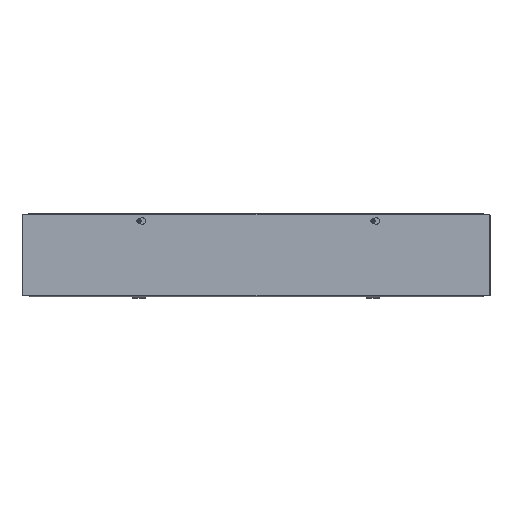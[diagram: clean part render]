
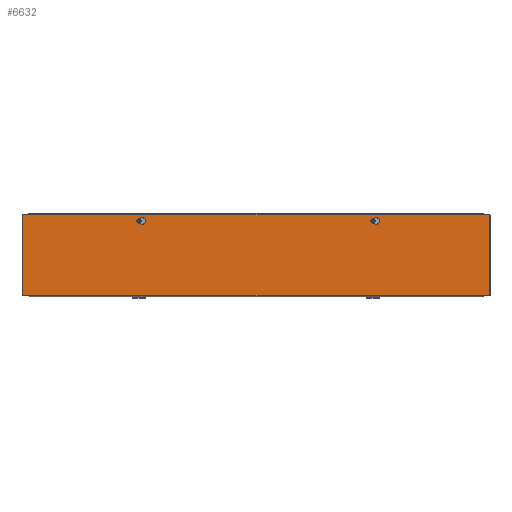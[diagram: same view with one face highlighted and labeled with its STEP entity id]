
A CAD part, top view. The second image highlights one B-rep face of the part: STEP entity #6632.
In plain terms, the highlighted planar face has unit normal (0, 0, 1).
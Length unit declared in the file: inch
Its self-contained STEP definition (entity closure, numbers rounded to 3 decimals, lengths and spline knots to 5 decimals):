
#477=LINE('',#10474,#982);
#481=LINE('',#10484,#986);
#542=LINE('',#10729,#1047);
#546=LINE('',#10741,#1051);
#549=LINE('',#10748,#1054);
#551=LINE('',#10754,#1056);
#554=LINE('',#10761,#1059);
#558=LINE('',#10768,#1063);
#560=LINE('',#10772,#1065);
#561=LINE('',#10774,#1066);
#562=LINE('',#10776,#1067);
#563=LINE('',#10778,#1068);
#564=LINE('',#10780,#1069);
#565=LINE('',#10782,#1070);
#566=LINE('',#10784,#1071);
#567=LINE('',#10786,#1072);
#568=LINE('',#10788,#1073);
#569=LINE('',#10789,#1074);
#570=LINE('',#10791,#1075);
#571=LINE('',#10793,#1076);
#572=LINE('',#10795,#1077);
#573=LINE('',#10797,#1078);
#574=LINE('',#10799,#1079);
#575=LINE('',#10800,#1080);
#982=VECTOR('',#8557,0.21651);
#986=VECTOR('',#8569,0.21651);
#1047=VECTOR('',#8680,0.21651);
#1051=VECTOR('',#8692,0.21651);
#1054=VECTOR('',#8703,35.);
#1056=VECTOR('',#8711,0.0002);
#1059=VECTOR('',#8716,0.03145);
#1063=VECTOR('',#8722,0.0002);
#1065=VECTOR('',#8726,0.0002);
#1066=VECTOR('',#8727,0.0002);
#1067=VECTOR('',#8728,0.03145);
#1068=VECTOR('',#8729,0.4998);
#1069=VECTOR('',#8730,6.255);
#1070=VECTOR('',#8731,0.4998);
#1071=VECTOR('',#8732,0.03145);
#1072=VECTOR('',#8733,0.0002);
#1073=VECTOR('',#8734,0.0002);
#1074=VECTOR('',#8735,35.);
#1075=VECTOR('',#8736,0.0002);
#1076=VECTOR('',#8737,0.0002);
#1077=VECTOR('',#8738,0.03145);
#1078=VECTOR('',#8739,0.4998);
#1079=VECTOR('',#8740,6.255);
#1080=VECTOR('',#8741,0.4998);
#1392=PLANE('',#7231);
#1648=FACE_BOUND('',#2515,.T.);
#1649=FACE_BOUND('',#2516,.T.);
#1956=FACE_OUTER_BOUND('',#2514,.T.);
#2514=EDGE_LOOP('',(#5461,#5462,#5463,#5464,#5465,#5466,#5467,#5468,#5469,
#5470,#5471,#5472,#5473,#5474,#5475,#5476,#5477,#5478,#5479,#5480));
#2515=EDGE_LOOP('',(#5481,#5482,#5483,#5484));
#2516=EDGE_LOOP('',(#5485,#5486,#5487,#5488));
#2877=CIRCLE('',#7187,0.25);
#2879=CIRCLE('',#7191,0.125);
#2886=CIRCLE('',#7220,0.25);
#2888=CIRCLE('',#7224,0.125);
#3302=VERTEX_POINT('',#10465);
#3303=VERTEX_POINT('',#10467);
#3305=VERTEX_POINT('',#10473);
#3307=VERTEX_POINT('',#10479);
#3315=VERTEX_POINT('',#10540);
#3337=VERTEX_POINT('',#10653);
#3340=VERTEX_POINT('',#10666);
#3359=VERTEX_POINT('',#10726);
#3360=VERTEX_POINT('',#10728);
#3362=VERTEX_POINT('',#10734);
#3364=VERTEX_POINT('',#10740);
#3365=VERTEX_POINT('',#10753);
#3367=VERTEX_POINT('',#10759);
#3368=VERTEX_POINT('',#10760);
#3371=VERTEX_POINT('',#10771);
#3372=VERTEX_POINT('',#10773);
#3373=VERTEX_POINT('',#10775);
#3374=VERTEX_POINT('',#10777);
#3375=VERTEX_POINT('',#10779);
#3376=VERTEX_POINT('',#10781);
#3377=VERTEX_POINT('',#10783);
#3378=VERTEX_POINT('',#10785);
#3379=VERTEX_POINT('',#10787);
#3380=VERTEX_POINT('',#10790);
#3381=VERTEX_POINT('',#10792);
#3382=VERTEX_POINT('',#10794);
#3383=VERTEX_POINT('',#10796);
#3384=VERTEX_POINT('',#10798);
#4008=EDGE_CURVE('',#3303,#3302,#2877,.T.);
#4011=EDGE_CURVE('',#3305,#3303,#477,.T.);
#4014=EDGE_CURVE('',#3307,#3305,#2879,.T.);
#4017=EDGE_CURVE('',#3302,#3307,#481,.T.);
#4091=EDGE_CURVE('',#3360,#3359,#542,.T.);
#4094=EDGE_CURVE('',#3362,#3360,#2886,.T.);
#4097=EDGE_CURVE('',#3364,#3362,#546,.T.);
#4100=EDGE_CURVE('',#3359,#3364,#2888,.T.);
#4102=EDGE_CURVE('',#3315,#3340,#549,.T.);
#4104=EDGE_CURVE('',#3365,#3315,#551,.T.);
#4107=EDGE_CURVE('',#3367,#3368,#554,.T.);
#4111=EDGE_CURVE('',#3368,#3365,#558,.T.);
#4113=EDGE_CURVE('',#3340,#3371,#560,.T.);
#4114=EDGE_CURVE('',#3371,#3372,#561,.T.);
#4115=EDGE_CURVE('',#3372,#3373,#562,.T.);
#4116=EDGE_CURVE('',#3374,#3373,#563,.T.);
#4117=EDGE_CURVE('',#3375,#3374,#564,.T.);
#4118=EDGE_CURVE('',#3376,#3375,#565,.T.);
#4119=EDGE_CURVE('',#3376,#3377,#566,.T.);
#4120=EDGE_CURVE('',#3377,#3378,#567,.T.);
#4121=EDGE_CURVE('',#3378,#3379,#568,.T.);
#4122=EDGE_CURVE('',#3379,#3337,#569,.T.);
#4123=EDGE_CURVE('',#3337,#3380,#570,.T.);
#4124=EDGE_CURVE('',#3380,#3381,#571,.T.);
#4125=EDGE_CURVE('',#3381,#3382,#572,.T.);
#4126=EDGE_CURVE('',#3383,#3382,#573,.T.);
#4127=EDGE_CURVE('',#3384,#3383,#574,.T.);
#4128=EDGE_CURVE('',#3367,#3384,#575,.T.);
#5461=ORIENTED_EDGE('',*,*,#4107,.T.);
#5462=ORIENTED_EDGE('',*,*,#4111,.T.);
#5463=ORIENTED_EDGE('',*,*,#4104,.T.);
#5464=ORIENTED_EDGE('',*,*,#4102,.T.);
#5465=ORIENTED_EDGE('',*,*,#4113,.T.);
#5466=ORIENTED_EDGE('',*,*,#4114,.T.);
#5467=ORIENTED_EDGE('',*,*,#4115,.T.);
#5468=ORIENTED_EDGE('',*,*,#4116,.F.);
#5469=ORIENTED_EDGE('',*,*,#4117,.F.);
#5470=ORIENTED_EDGE('',*,*,#4118,.F.);
#5471=ORIENTED_EDGE('',*,*,#4119,.T.);
#5472=ORIENTED_EDGE('',*,*,#4120,.T.);
#5473=ORIENTED_EDGE('',*,*,#4121,.T.);
#5474=ORIENTED_EDGE('',*,*,#4122,.T.);
#5475=ORIENTED_EDGE('',*,*,#4123,.T.);
#5476=ORIENTED_EDGE('',*,*,#4124,.T.);
#5477=ORIENTED_EDGE('',*,*,#4125,.T.);
#5478=ORIENTED_EDGE('',*,*,#4126,.F.);
#5479=ORIENTED_EDGE('',*,*,#4127,.F.);
#5480=ORIENTED_EDGE('',*,*,#4128,.F.);
#5481=ORIENTED_EDGE('',*,*,#4008,.T.);
#5482=ORIENTED_EDGE('',*,*,#4017,.T.);
#5483=ORIENTED_EDGE('',*,*,#4014,.T.);
#5484=ORIENTED_EDGE('',*,*,#4011,.T.);
#5485=ORIENTED_EDGE('',*,*,#4091,.T.);
#5486=ORIENTED_EDGE('',*,*,#4100,.T.);
#5487=ORIENTED_EDGE('',*,*,#4097,.T.);
#5488=ORIENTED_EDGE('',*,*,#4094,.T.);
#6632=ADVANCED_FACE('',(#1956,#1648,#1649),#1392,.T.);
#7187=AXIS2_PLACEMENT_3D('',#10468,#8551,#8552);
#7191=AXIS2_PLACEMENT_3D('',#10480,#8563,#8564);
#7220=AXIS2_PLACEMENT_3D('',#10735,#8686,#8687);
#7224=AXIS2_PLACEMENT_3D('',#10745,#8698,#8699);
#7231=AXIS2_PLACEMENT_3D('',#10770,#8724,#8725);
#8551=DIRECTION('center_axis',(0.,0.,-1.));
#8552=DIRECTION('ref_axis',(-0.5,-0.866,0.));
#8557=DIRECTION('',(-0.866,-0.5,0.));
#8563=DIRECTION('center_axis',(0.,0.,-1.));
#8564=DIRECTION('ref_axis',(-0.5,0.866,0.));
#8569=DIRECTION('',(0.866,-0.5,0.));
#8680=DIRECTION('',(0.866,-0.5,0.));
#8686=DIRECTION('center_axis',(0.,0.,-1.));
#8687=DIRECTION('ref_axis',(0.5,0.866,0.));
#8692=DIRECTION('',(-0.866,-0.5,0.));
#8698=DIRECTION('center_axis',(0.,0.,-1.));
#8699=DIRECTION('ref_axis',(0.5,-0.866,0.));
#8703=DIRECTION('',(-1.,0.,0.));
#8711=DIRECTION('',(0.,1.,0.));
#8716=DIRECTION('',(0.,-1.,0.));
#8722=DIRECTION('',(-1.,0.,0.));
#8724=DIRECTION('center_axis',(0.,0.,1.));
#8725=DIRECTION('ref_axis',(1.,0.,0.));
#8726=DIRECTION('',(0.,-1.,0.));
#8727=DIRECTION('',(-1.,0.,0.));
#8728=DIRECTION('',(0.,1.,0.));
#8729=DIRECTION('',(1.,0.,0.));
#8730=DIRECTION('',(0.,1.,0.));
#8731=DIRECTION('',(-1.,0.,0.));
#8732=DIRECTION('',(0.,1.,0.));
#8733=DIRECTION('',(1.,0.,0.));
#8734=DIRECTION('',(0.,-1.,0.));
#8735=DIRECTION('',(1.,0.,0.));
#8736=DIRECTION('',(0.,1.,0.));
#8737=DIRECTION('',(1.,0.,0.));
#8738=DIRECTION('',(0.,-1.,0.));
#8739=DIRECTION('',(-1.,0.,0.));
#8740=DIRECTION('',(0.,-1.,0.));
#8741=DIRECTION('',(1.,0.,0.));
#10465=CARTESIAN_POINT('',(26.875,0.71722,0.0625));
#10467=CARTESIAN_POINT('',(26.875,0.28421,0.0625));
#10468=CARTESIAN_POINT('Origin',(26.75,0.50072,0.0625));
#10473=CARTESIAN_POINT('',(27.0625,0.39246,0.0625));
#10474=CARTESIAN_POINT('',(24.16247,-1.28187,0.0625));
#10479=CARTESIAN_POINT('',(27.0625,0.60897,0.0625));
#10480=CARTESIAN_POINT('Origin',(27.,0.50072,0.0625));
#10484=CARTESIAN_POINT('',(23.11878,2.88587,0.0625));
#10540=CARTESIAN_POINT('',(35.5,6.22375,0.0625));
#10653=CARTESIAN_POINT('',(35.5,0.03125,0.0625));
#10666=CARTESIAN_POINT('',(0.5,6.22375,0.0625));
#10726=CARTESIAN_POINT('',(9.0625,0.60897,0.0625));
#10728=CARTESIAN_POINT('',(8.875,0.71722,0.0625));
#10729=CARTESIAN_POINT('',(11.86878,-1.01124,0.0625));
#10734=CARTESIAN_POINT('',(8.875,0.28421,0.0625));
#10735=CARTESIAN_POINT('Origin',(8.75,0.50072,0.0625));
#10740=CARTESIAN_POINT('',(9.0625,0.39246,0.0625));
#10741=CARTESIAN_POINT('',(12.91247,2.61524,0.0625));
#10745=CARTESIAN_POINT('Origin',(9.,0.50072,0.0625));
#10748=CARTESIAN_POINT('',(26.75,6.22375,0.0625));
#10753=CARTESIAN_POINT('',(35.5,6.22355,0.0625));
#10754=CARTESIAN_POINT('',(35.5,4.67553,0.0625));
#10759=CARTESIAN_POINT('',(35.5002,6.255,0.0625));
#10760=CARTESIAN_POINT('',(35.5002,6.22355,0.0625));
#10761=CARTESIAN_POINT('',(35.5002,4.69125,0.0625));
#10768=CARTESIAN_POINT('',(26.7501,6.22355,0.0625));
#10770=CARTESIAN_POINT('Origin',(18.,3.1275,0.0625));
#10771=CARTESIAN_POINT('',(0.5,6.22355,0.0625));
#10772=CARTESIAN_POINT('',(0.5,4.69125,0.0625));
#10773=CARTESIAN_POINT('',(0.4998,6.22355,0.0625));
#10774=CARTESIAN_POINT('',(9.25,6.22355,0.0625));
#10775=CARTESIAN_POINT('',(0.4998,6.255,0.0625));
#10776=CARTESIAN_POINT('',(0.4998,4.67553,0.0625));
#10777=CARTESIAN_POINT('',(0.,6.255,0.0625));
#10778=CARTESIAN_POINT('',(36.,6.255,0.0625));
#10779=CARTESIAN_POINT('',(0.,0.,0.0625));
#10780=CARTESIAN_POINT('',(0.,6.255,0.0625));
#10781=CARTESIAN_POINT('',(0.4998,0.,0.0625));
#10782=CARTESIAN_POINT('',(0.,0.,0.0625));
#10783=CARTESIAN_POINT('',(0.4998,0.03145,0.0625));
#10784=CARTESIAN_POINT('',(0.4998,1.56375,0.0625));
#10785=CARTESIAN_POINT('',(0.5,0.03145,0.0625));
#10786=CARTESIAN_POINT('',(9.2499,0.03145,0.0625));
#10787=CARTESIAN_POINT('',(0.5,0.03125,0.0625));
#10788=CARTESIAN_POINT('',(0.5,1.57948,0.0625));
#10789=CARTESIAN_POINT('',(9.25,0.03125,0.0625));
#10790=CARTESIAN_POINT('',(35.5,0.03145,0.0625));
#10791=CARTESIAN_POINT('',(35.5,1.56375,0.0625));
#10792=CARTESIAN_POINT('',(35.5002,0.03145,0.0625));
#10793=CARTESIAN_POINT('',(26.75,0.03145,0.0625));
#10794=CARTESIAN_POINT('',(35.5002,0.,0.0625));
#10795=CARTESIAN_POINT('',(35.5002,1.57947,0.0625));
#10796=CARTESIAN_POINT('',(36.,0.,0.0625));
#10797=CARTESIAN_POINT('',(0.,0.,0.0625));
#10798=CARTESIAN_POINT('',(36.,6.255,0.0625));
#10799=CARTESIAN_POINT('',(36.,0.,0.0625));
#10800=CARTESIAN_POINT('',(36.,6.255,0.0625));
